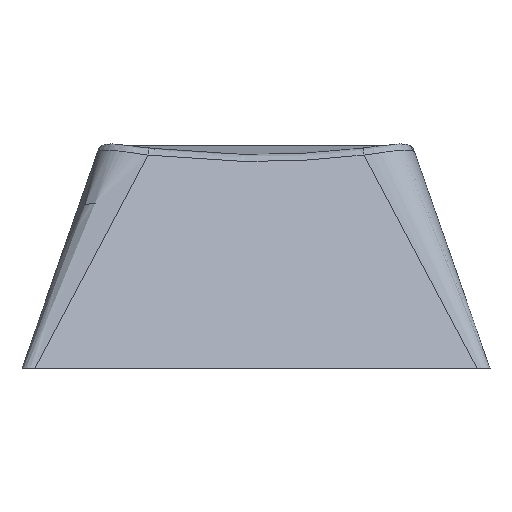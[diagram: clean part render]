
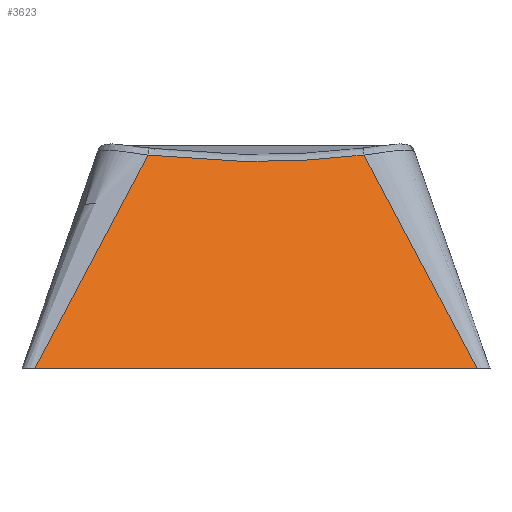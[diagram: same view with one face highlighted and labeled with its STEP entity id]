
A CAD part, front view. The second image highlights one B-rep face of the part: STEP entity #3623.
In plain terms, the highlighted free-form (B-spline) face has degree [3, 1] with [4, 2] control points.
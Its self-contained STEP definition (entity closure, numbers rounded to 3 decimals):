
#2825 = VERTEX_POINT('',#2826);
#2826 = CARTESIAN_POINT('',(8.559,-18.578,0.));
#2849 = EDGE_CURVE('',#2850,#2825,#2852,.T.);
#2850 = VERTEX_POINT('',#2851);
#2851 = CARTESIAN_POINT('',(-8.55,-18.578,0.));
#2852 = B_SPLINE_CURVE_WITH_KNOTS('',1,(#2853,#2854),.UNSPECIFIED.,.F.,
  .F.,(2,2),(221.402,235.296),.PIECEWISE_BEZIER_KNOTS.);
#2853 = CARTESIAN_POINT('',(-8.55,-18.578,0.)
  );
#2854 = CARTESIAN_POINT('',(8.559,-18.578,0.));
#3039 = VERTEX_POINT('',#3040);
#3040 = CARTESIAN_POINT('',(-4.177,-15.02,8.24));
#3056 = EDGE_CURVE('',#3039,#2850,#3057,.T.);
#3057 = B_SPLINE_CURVE_WITH_KNOTS('',3,(#3058,#3059,#3060,#3061,#3062,
    #3063,#3064),.UNSPECIFIED.,.F.,.F.,(4,3,4),(0.047,
    10.114,10.162),.UNSPECIFIED.);
#3058 = CARTESIAN_POINT('',(-4.177,-15.02,8.24));
#3059 = CARTESIAN_POINT('',(-5.629,-16.201,5.505));
#3060 = CARTESIAN_POINT('',(-7.08,-17.382,2.771));
#3061 = CARTESIAN_POINT('',(-8.53,-18.562,0.039));
#3062 = CARTESIAN_POINT('',(-8.536,-18.567,0.026));
#3063 = CARTESIAN_POINT('',(-8.543,-18.573,0.013));
#3064 = CARTESIAN_POINT('',(-8.55,-18.578,0.)
  );
#3261 = VERTEX_POINT('',#3262);
#3262 = CARTESIAN_POINT('',(4.186,-15.02,8.24));
#3276 = EDGE_CURVE('',#3261,#2825,#3277,.T.);
#3277 = B_SPLINE_CURVE_WITH_KNOTS('',3,(#3278,#3279,#3280,#3281,#3282,
    #3283,#3284),.UNSPECIFIED.,.F.,.F.,(4,3,4),(0.047,
    10.114,10.162),.UNSPECIFIED.);
#3278 = CARTESIAN_POINT('',(4.186,-15.02,8.24));
#3279 = CARTESIAN_POINT('',(5.639,-16.201,5.505));
#3280 = CARTESIAN_POINT('',(7.09,-17.382,2.771));
#3281 = CARTESIAN_POINT('',(8.539,-18.562,0.039));
#3282 = CARTESIAN_POINT('',(8.546,-18.567,0.026));
#3283 = CARTESIAN_POINT('',(8.553,-18.573,0.013));
#3284 = CARTESIAN_POINT('',(8.559,-18.578,0.));
#3623 = ADVANCED_FACE('',(#3624),#3637,.T.);
#3624 = FACE_BOUND('',#3625,.T.);
#3625 = EDGE_LOOP('',(#3626,#3627,#3628,#3629));
#3626 = ORIENTED_EDGE('',*,*,#3056,.T.);
#3627 = ORIENTED_EDGE('',*,*,#2849,.T.);
#3628 = ORIENTED_EDGE('',*,*,#3276,.F.);
#3629 = ORIENTED_EDGE('',*,*,#3630,.F.);
#3630 = EDGE_CURVE('',#3039,#3261,#3631,.T.);
#3631 = B_SPLINE_CURVE_WITH_KNOTS('',3,(#3632,#3633,#3634,#3635,#3636),
  .UNSPECIFIED.,.F.,.F.,(4,1,4),(-0.109,4.084,8.278),
  .UNSPECIFIED.);
#3632 = CARTESIAN_POINT('',(-4.177,-15.02,8.24));
#3633 = CARTESIAN_POINT('',(-2.791,-15.092,8.072));
#3634 = CARTESIAN_POINT('',(0.005,-15.166,7.903
    ));
#3635 = CARTESIAN_POINT('',(2.8,-15.092,8.072));
#3636 = CARTESIAN_POINT('',(4.186,-15.02,8.24));
#3637 = B_SPLINE_SURFACE_WITH_KNOTS('',3,1,(
    (#3638,#3639)
    ,(#3640,#3641)
    ,(#3642,#3643)
    ,(#3644,#3645
    )),.UNSPECIFIED.,.F.,.F.,.F.,(4,4),(2,2),(0.,10.069),(0.,
    14.698),.PIECEWISE_BEZIER_KNOTS.);
#3638 = CARTESIAN_POINT('',(-6.02,-14.771,8.817));
#3639 = CARTESIAN_POINT('',(6.03,-14.771,8.817));
#3640 = CARTESIAN_POINT('',(-7.029,-16.04,5.878));
#3641 = CARTESIAN_POINT('',(7.038,-16.04,5.878));
#3642 = CARTESIAN_POINT('',(-8.037,-17.309,2.939));
#3643 = CARTESIAN_POINT('',(8.046,-17.309,2.939));
#3644 = CARTESIAN_POINT('',(-9.045,-18.578,0.));
#3645 = CARTESIAN_POINT('',(9.055,-18.578,0.));
